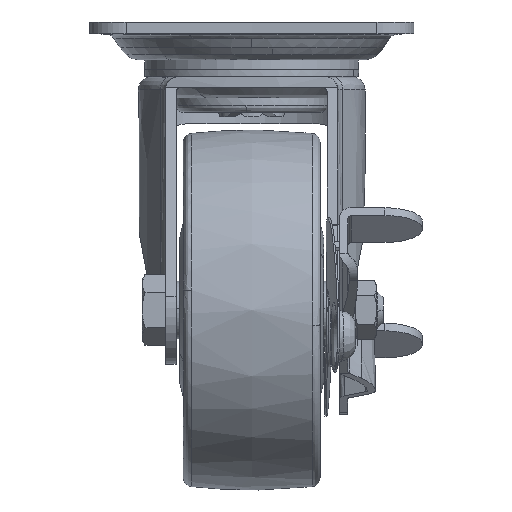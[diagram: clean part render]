
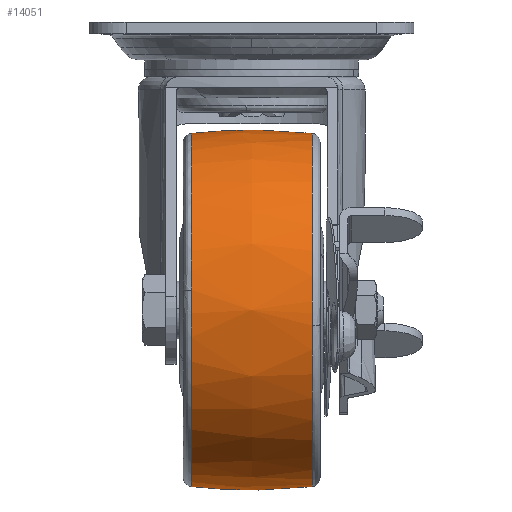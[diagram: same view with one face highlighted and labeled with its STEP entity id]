
A CAD part, left-side view. The second image highlights one B-rep face of the part: STEP entity #14051.
In plain terms, the highlighted free-form (B-spline) face has degree [2, 2] with [5, 5] control points.
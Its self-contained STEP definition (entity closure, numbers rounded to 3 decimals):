
#13771=CARTESIAN_POINT('',(-37.0,16.78,-30.941));
#13772=VERTEX_POINT('',#13771);
#13803=CARTESIAN_POINT('',(-85.745,16.78,-74.463));
#13804=VERTEX_POINT('',#13803);
#13818=CARTESIAN_POINT('',(-37.0,16.78,-30.941));
#13819=CARTESIAN_POINT('',(-80.802,16.78,-30.941));
#13820=CARTESIAN_POINT('',(-85.745,16.78,-74.463));
#13828=(BOUNDED_CURVE()B_SPLINE_CURVE(2,(#13818,#13819,#13820),.UNSPECIFIED.,.F.,.U.)B_SPLINE_CURVE_WITH_KNOTS((3,3),(0.5,0.73),.UNSPECIFIED.)CURVE()GEOMETRIC_REPRESENTATION_ITEM()RATIONAL_B_SPLINE_CURVE((1.0,0.73,0.958))REPRESENTATION_ITEM(''));
#13829=EDGE_CURVE('',#13772,#13804,#13828,.T.);
#13857=CARTESIAN_POINT('',(-37.0,16.78,-129.059));
#13858=VERTEX_POINT('',#13857);
#13872=CARTESIAN_POINT('',(-85.745,16.78,-74.463));
#13873=CARTESIAN_POINT('',(-86.059,16.78,-77.223));
#13874=CARTESIAN_POINT('',(-86.059,16.78,-80.));
#13875=CARTESIAN_POINT('',(-86.059,16.78,-129.059));
#13876=CARTESIAN_POINT('',(-37.0,16.78,-129.059));
#13884=(BOUNDED_CURVE()B_SPLINE_CURVE(2,(#13872,#13873,#13874,#13875,#13876),.UNSPECIFIED.,.F.,.U.)B_SPLINE_CURVE_WITH_KNOTS((3,2,3),(0.73,0.75,1.0),.UNSPECIFIED.)CURVE()GEOMETRIC_REPRESENTATION_ITEM()RATIONAL_B_SPLINE_CURVE((0.958,0.977,1.0,0.707,1.0))REPRESENTATION_ITEM(''));
#13885=EDGE_CURVE('',#13804,#13858,#13884,.T.);
#13927=CARTESIAN_POINT('',(-37.0,-16.78,-129.059));
#13928=VERTEX_POINT('',#13927);
#13929=CARTESIAN_POINT('',(-37.0,-16.78,-129.059));
#13930=CARTESIAN_POINT('',(-37.0,-9.992,-129.823));
#13931=CARTESIAN_POINT('',(-37.0,1.234,-130.314));
#13932=CARTESIAN_POINT('',(-37.0,12.428,-129.548));
#13933=CARTESIAN_POINT('',(-37.0,16.78,-129.059));
#13934=B_SPLINE_CURVE_WITH_KNOTS('',3,(#13929,#13930,#13931,#13932,#13933),.UNSPECIFIED.,.F.,.U.,(4,1,4),(0.,20.493,33.63),.UNSPECIFIED.);
#13935=EDGE_CURVE('',#13928,#13858,#13934,.T.);
#13939=CARTESIAN_POINT('',(-37.0,-16.78,-30.941));
#13940=VERTEX_POINT('',#13939);
#13941=CARTESIAN_POINT('',(-37.0,-16.78,-30.941));
#13942=CARTESIAN_POINT('',(-37.0,-12.428,-30.452));
#13943=CARTESIAN_POINT('',(-37.0,-1.234,-29.686));
#13944=CARTESIAN_POINT('',(-37.0,9.992,-30.177));
#13945=CARTESIAN_POINT('',(-37.0,16.78,-30.941));
#13946=B_SPLINE_CURVE_WITH_KNOTS('',3,(#13941,#13942,#13943,#13944,#13945),.UNSPECIFIED.,.F.,.U.,(4,1,4),(0.,13.137,33.63),.UNSPECIFIED.);
#13947=EDGE_CURVE('',#13940,#13772,#13946,.T.);
#13982=CARTESIAN_POINT('',(-37.0,-18.466,-31.141));
#13983=CARTESIAN_POINT('',(-37.0,-9.268,-30.));
#13984=CARTESIAN_POINT('',(-37.0,0.,-30.));
#13985=CARTESIAN_POINT('',(-37.,9.268,-30.));
#13986=CARTESIAN_POINT('',(-37.0,18.466,-31.141));
#13987=CARTESIAN_POINT('',(-85.859,-18.466,-31.141));
#13988=CARTESIAN_POINT('',(-87.0,-9.268,-30.));
#13989=CARTESIAN_POINT('',(-87.,0.,-30.));
#13990=CARTESIAN_POINT('',(-87.,9.268,-30.));
#13991=CARTESIAN_POINT('',(-85.859,18.466,-31.141));
#13992=CARTESIAN_POINT('',(-85.859,-18.466,-80.));
#13993=CARTESIAN_POINT('',(-87.,-9.268,-80.));
#13994=CARTESIAN_POINT('',(-87.,0.,-80.0));
#13995=CARTESIAN_POINT('',(-87.,9.268,-80.));
#13996=CARTESIAN_POINT('',(-85.859,18.466,-80.));
#13997=CARTESIAN_POINT('',(-85.859,-18.466,-128.859));
#13998=CARTESIAN_POINT('',(-87.0,-9.268,-130.0));
#13999=CARTESIAN_POINT('',(-87.,0.,-130.0));
#14000=CARTESIAN_POINT('',(-87.,9.268,-130.0));
#14001=CARTESIAN_POINT('',(-85.859,18.466,-128.859));
#14002=CARTESIAN_POINT('',(-37.0,-18.466,-128.859));
#14003=CARTESIAN_POINT('',(-37.0,-9.268,-130.));
#14004=CARTESIAN_POINT('',(-37.0,0.,-130.0));
#14005=CARTESIAN_POINT('',(-37.,9.268,-130.0));
#14006=CARTESIAN_POINT('',(-37.0,18.466,-128.859));
#14014=(BOUNDED_SURFACE()B_SPLINE_SURFACE(2,2,((#13982,#13987,#13992,#13997,#14002),(#13983,#13988,#13993,#13998,#14003),(#13984,#13989,#13994,#13999,#14004),(#13985,#13990,#13995,#14000,#14005),(#13986,#13991,#13996,#14001,#14006)),.UNSPECIFIED.,.F.,.F.,.U.)B_SPLINE_SURFACE_WITH_KNOTS((3,2,3),(3,2,3),(0.0,18.709,37.418),(0.0,82.843,165.685),.UNSPECIFIED.)GEOMETRIC_REPRESENTATION_ITEM()RATIONAL_B_SPLINE_SURFACE(((0.978,0.691,0.978,0.691,0.978),(0.987,0.698,0.987,0.698,0.987),(1.0,0.707,1.0,0.707,1.0),(0.987,0.698,0.987,0.698,0.987),(0.978,0.691,0.978,0.691,0.978)))REPRESENTATION_ITEM('')SURFACE());
#14015=ORIENTED_EDGE('',*,*,#13935,.F.);
#14016=CARTESIAN_POINT('',(-85.869,-16.78,-84.31));
#14017=VERTEX_POINT('',#14016);
#14018=CARTESIAN_POINT('',(-85.869,-16.78,-84.31));
#14019=CARTESIAN_POINT('',(-81.922,-16.78,-129.059));
#14020=CARTESIAN_POINT('',(-37.0,-16.78,-129.059));
#14028=(BOUNDED_CURVE()B_SPLINE_CURVE(2,(#14018,#14019,#14020),.UNSPECIFIED.,.F.,.U.)B_SPLINE_CURVE_WITH_KNOTS((3,3),(0.765,1.0),.UNSPECIFIED.)CURVE()GEOMETRIC_REPRESENTATION_ITEM()RATIONAL_B_SPLINE_CURVE((0.966,0.725,1.0))REPRESENTATION_ITEM(''));
#14029=EDGE_CURVE('',#14017,#13928,#14028,.T.);
#14030=ORIENTED_EDGE('',*,*,#14029,.F.);
#14031=CARTESIAN_POINT('',(-37.0,-16.78,-30.941));
#14032=CARTESIAN_POINT('',(-86.059,-16.78,-30.941));
#14033=CARTESIAN_POINT('',(-86.059,-16.78,-80.));
#14034=CARTESIAN_POINT('',(-86.059,-16.78,-82.159));
#14035=CARTESIAN_POINT('',(-85.869,-16.78,-84.31));
#14043=(BOUNDED_CURVE()B_SPLINE_CURVE(2,(#14031,#14032,#14033,#14034,#14035),.UNSPECIFIED.,.F.,.U.)B_SPLINE_CURVE_WITH_KNOTS((3,2,3),(0.5,0.75,0.765),.UNSPECIFIED.)CURVE()GEOMETRIC_REPRESENTATION_ITEM()RATIONAL_B_SPLINE_CURVE((1.0,0.707,1.0,0.982,0.966))REPRESENTATION_ITEM(''));
#14044=EDGE_CURVE('',#13940,#14017,#14043,.T.);
#14045=ORIENTED_EDGE('',*,*,#14044,.F.);
#14046=ORIENTED_EDGE('',*,*,#13947,.T.);
#14047=ORIENTED_EDGE('',*,*,#13829,.T.);
#14048=ORIENTED_EDGE('',*,*,#13885,.T.);
#14049=EDGE_LOOP('',(#14015,#14030,#14045,#14046,#14047,#14048));
#14050=FACE_OUTER_BOUND('',#14049,.T.);
#14051=ADVANCED_FACE('',(#14050),#14014,.T.);
